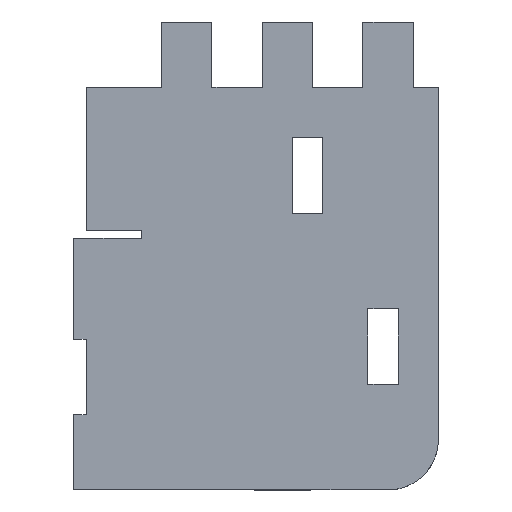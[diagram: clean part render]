
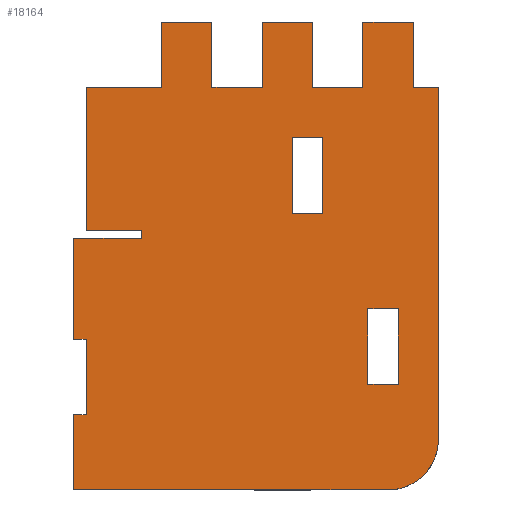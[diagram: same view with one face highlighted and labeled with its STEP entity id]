
A CAD part, top view. The second image highlights one B-rep face of the part: STEP entity #18164.
In plain terms, the highlighted planar face has unit normal (0, 0, 1).
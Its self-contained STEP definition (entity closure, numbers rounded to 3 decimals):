
#108=FACE_BOUND('',#3793,.T.);
#109=FACE_BOUND('',#3794,.T.);
#2760=FACE_OUTER_BOUND('',#3792,.T.);
#3792=EDGE_LOOP('',(#16765,#16766,#16767,#16768,#16769,#16770,#16771,#16772,
#16773,#16774,#16775,#16776,#16777,#16778,#16779,#16780,#16781,#16782,#16783,
#16784,#16785,#16786,#16787,#16788,#16789));
#3793=EDGE_LOOP('',(#16790,#16791,#16792,#16793));
#3794=EDGE_LOOP('',(#16794,#16795,#16796,#16797));
#5277=LINE('',#35800,#6842);
#5281=LINE('',#35807,#6846);
#5283=LINE('',#35811,#6848);
#5285=LINE('',#35815,#6850);
#5287=LINE('',#35819,#6852);
#5289=LINE('',#35824,#6854);
#5293=LINE('',#35830,#6858);
#5295=LINE('',#35834,#6860);
#5297=LINE('',#35839,#6862);
#5301=LINE('',#35847,#6866);
#5306=LINE('',#35856,#6871);
#5323=LINE('',#35904,#6888);
#5325=LINE('',#35908,#6890);
#5327=LINE('',#35912,#6892);
#5329=LINE('',#35915,#6894);
#5331=LINE('',#35919,#6896);
#5332=LINE('',#35922,#6897);
#5334=LINE('',#35925,#6899);
#5335=LINE('',#35928,#6900);
#5337=LINE('',#35932,#6902);
#5339=LINE('',#35936,#6904);
#5341=LINE('',#35940,#6906);
#5343=LINE('',#35944,#6908);
#5345=LINE('',#35947,#6910);
#5346=LINE('',#35950,#6911);
#5348=LINE('',#35954,#6913);
#5350=LINE('',#35958,#6915);
#5352=LINE('',#35962,#6917);
#5354=LINE('',#35965,#6919);
#5355=LINE('',#35968,#6920);
#5357=LINE('',#35972,#6922);
#5359=LINE('',#35975,#6924);
#6842=VECTOR('',#20781,10.);
#6846=VECTOR('',#20787,10.);
#6848=VECTOR('',#20791,10.);
#6850=VECTOR('',#20795,10.);
#6852=VECTOR('',#20799,10.);
#6854=VECTOR('',#20803,10.);
#6858=VECTOR('',#20809,10.);
#6860=VECTOR('',#20813,10.);
#6862=VECTOR('',#20817,10.);
#6866=VECTOR('',#20823,10.);
#6871=VECTOR('',#20830,10.);
#6888=VECTOR('',#20889,10.);
#6890=VECTOR('',#20893,10.);
#6892=VECTOR('',#20897,10.);
#6894=VECTOR('',#20901,10.);
#6896=VECTOR('',#20905,10.);
#6897=VECTOR('',#20908,10.);
#6899=VECTOR('',#20912,10.);
#6900=VECTOR('',#20915,10.);
#6902=VECTOR('',#20919,10.);
#6904=VECTOR('',#20923,10.);
#6906=VECTOR('',#20927,10.);
#6908=VECTOR('',#20931,10.);
#6910=VECTOR('',#20935,10.);
#6911=VECTOR('',#20938,10.);
#6913=VECTOR('',#20942,10.);
#6915=VECTOR('',#20946,10.);
#6917=VECTOR('',#20950,10.);
#6919=VECTOR('',#20954,10.);
#6920=VECTOR('',#20957,10.);
#6922=VECTOR('',#20961,10.);
#6924=VECTOR('',#20965,10.);
#6927=CIRCLE('',#18532,1.);
#8676=VERTEX_POINT('',#35791);
#8677=VERTEX_POINT('',#35793);
#8678=VERTEX_POINT('',#35797);
#8679=VERTEX_POINT('',#35799);
#8681=VERTEX_POINT('',#35805);
#8682=VERTEX_POINT('',#35809);
#8683=VERTEX_POINT('',#35813);
#8684=VERTEX_POINT('',#35817);
#8686=VERTEX_POINT('',#35823);
#8687=VERTEX_POINT('',#35828);
#8688=VERTEX_POINT('',#35832);
#8689=VERTEX_POINT('',#35836);
#8690=VERTEX_POINT('',#35838);
#8692=VERTEX_POINT('',#35844);
#8693=VERTEX_POINT('',#35846);
#8696=VERTEX_POINT('',#35854);
#8705=VERTEX_POINT('',#35901);
#8706=VERTEX_POINT('',#35903);
#8707=VERTEX_POINT('',#35907);
#8708=VERTEX_POINT('',#35911);
#8709=VERTEX_POINT('',#35917);
#8710=VERTEX_POINT('',#35921);
#8711=VERTEX_POINT('',#35927);
#8712=VERTEX_POINT('',#35931);
#8713=VERTEX_POINT('',#35935);
#8714=VERTEX_POINT('',#35939);
#8715=VERTEX_POINT('',#35943);
#8716=VERTEX_POINT('',#35949);
#8717=VERTEX_POINT('',#35953);
#8718=VERTEX_POINT('',#35957);
#8719=VERTEX_POINT('',#35961);
#8720=VERTEX_POINT('',#35967);
#8721=VERTEX_POINT('',#35971);
#11328=EDGE_CURVE('',#8676,#8677,#6927,.T.);
#11331=EDGE_CURVE('',#8679,#8678,#5277,.T.);
#11335=EDGE_CURVE('',#8678,#8681,#5281,.T.);
#11337=EDGE_CURVE('',#8681,#8682,#5283,.T.);
#11339=EDGE_CURVE('',#8682,#8683,#5285,.T.);
#11341=EDGE_CURVE('',#8683,#8684,#5287,.T.);
#11343=EDGE_CURVE('',#8686,#8677,#5289,.T.);
#11347=EDGE_CURVE('',#8684,#8687,#5293,.T.);
#11349=EDGE_CURVE('',#8687,#8688,#5295,.T.);
#11351=EDGE_CURVE('',#8690,#8689,#5297,.T.);
#11355=EDGE_CURVE('',#8693,#8692,#5301,.T.);
#11360=EDGE_CURVE('',#8692,#8696,#5306,.T.);
#11377=EDGE_CURVE('',#8706,#8705,#5323,.T.);
#11379=EDGE_CURVE('',#8707,#8706,#5325,.T.);
#11381=EDGE_CURVE('',#8708,#8707,#5327,.T.);
#11383=EDGE_CURVE('',#8705,#8708,#5329,.T.);
#11385=EDGE_CURVE('',#8689,#8709,#5331,.T.);
#11386=EDGE_CURVE('',#8710,#8690,#5332,.T.);
#11388=EDGE_CURVE('',#8709,#8710,#5334,.T.);
#11389=EDGE_CURVE('',#8711,#8679,#5335,.T.);
#11391=EDGE_CURVE('',#8712,#8711,#5337,.T.);
#11393=EDGE_CURVE('',#8713,#8712,#5339,.T.);
#11395=EDGE_CURVE('',#8714,#8713,#5341,.T.);
#11397=EDGE_CURVE('',#8715,#8714,#5343,.T.);
#11399=EDGE_CURVE('',#8696,#8715,#5345,.T.);
#11400=EDGE_CURVE('',#8716,#8693,#5346,.T.);
#11402=EDGE_CURVE('',#8717,#8716,#5348,.T.);
#11404=EDGE_CURVE('',#8718,#8717,#5350,.T.);
#11406=EDGE_CURVE('',#8719,#8718,#5352,.T.);
#11408=EDGE_CURVE('',#8676,#8719,#5354,.T.);
#11409=EDGE_CURVE('',#8720,#8686,#5355,.T.);
#11411=EDGE_CURVE('',#8721,#8720,#5357,.T.);
#11413=EDGE_CURVE('',#8688,#8721,#5359,.T.);
#16765=ORIENTED_EDGE('',*,*,#11328,.F.);
#16766=ORIENTED_EDGE('',*,*,#11408,.T.);
#16767=ORIENTED_EDGE('',*,*,#11406,.T.);
#16768=ORIENTED_EDGE('',*,*,#11404,.T.);
#16769=ORIENTED_EDGE('',*,*,#11402,.T.);
#16770=ORIENTED_EDGE('',*,*,#11400,.T.);
#16771=ORIENTED_EDGE('',*,*,#11355,.T.);
#16772=ORIENTED_EDGE('',*,*,#11360,.T.);
#16773=ORIENTED_EDGE('',*,*,#11399,.T.);
#16774=ORIENTED_EDGE('',*,*,#11397,.T.);
#16775=ORIENTED_EDGE('',*,*,#11395,.T.);
#16776=ORIENTED_EDGE('',*,*,#11393,.T.);
#16777=ORIENTED_EDGE('',*,*,#11391,.T.);
#16778=ORIENTED_EDGE('',*,*,#11389,.T.);
#16779=ORIENTED_EDGE('',*,*,#11331,.T.);
#16780=ORIENTED_EDGE('',*,*,#11335,.T.);
#16781=ORIENTED_EDGE('',*,*,#11337,.T.);
#16782=ORIENTED_EDGE('',*,*,#11339,.T.);
#16783=ORIENTED_EDGE('',*,*,#11341,.T.);
#16784=ORIENTED_EDGE('',*,*,#11347,.T.);
#16785=ORIENTED_EDGE('',*,*,#11349,.T.);
#16786=ORIENTED_EDGE('',*,*,#11413,.T.);
#16787=ORIENTED_EDGE('',*,*,#11411,.T.);
#16788=ORIENTED_EDGE('',*,*,#11409,.T.);
#16789=ORIENTED_EDGE('',*,*,#11343,.T.);
#16790=ORIENTED_EDGE('',*,*,#11388,.T.);
#16791=ORIENTED_EDGE('',*,*,#11386,.T.);
#16792=ORIENTED_EDGE('',*,*,#11351,.T.);
#16793=ORIENTED_EDGE('',*,*,#11385,.T.);
#16794=ORIENTED_EDGE('',*,*,#11383,.T.);
#16795=ORIENTED_EDGE('',*,*,#11381,.T.);
#16796=ORIENTED_EDGE('',*,*,#11379,.T.);
#16797=ORIENTED_EDGE('',*,*,#11377,.T.);
#17199=PLANE('',#18585);
#18164=ADVANCED_FACE('',(#2760,#108,#109),#17199,.T.);
#18532=AXIS2_PLACEMENT_3D('',#35794,#20775,#20776);
#18585=AXIS2_PLACEMENT_3D('',#35976,#20966,#20967);
#20775=DIRECTION('center_axis',(0.,0.,-1.));
#20776=DIRECTION('ref_axis',(0.707,-0.707,0.));
#20781=DIRECTION('',(-1.,0.,0.));
#20787=DIRECTION('',(0.,-1.,0.));
#20791=DIRECTION('',(1.,0.,0.));
#20795=DIRECTION('',(0.,-1.,0.));
#20799=DIRECTION('',(-1.,0.,0.));
#20803=DIRECTION('',(1.,0.,0.));
#20809=DIRECTION('',(0.,-1.,0.));
#20813=DIRECTION('',(1.,0.,0.));
#20817=DIRECTION('',(1.,0.,0.));
#20823=DIRECTION('',(-1.,0.,0.));
#20830=DIRECTION('',(0.,1.,0.));
#20889=DIRECTION('',(0.,-1.,0.));
#20893=DIRECTION('',(1.,0.,0.));
#20897=DIRECTION('',(0.,1.,0.));
#20901=DIRECTION('',(-1.,0.,0.));
#20905=DIRECTION('',(0.,-1.,0.));
#20908=DIRECTION('',(0.,1.,0.));
#20912=DIRECTION('',(-1.,0.,0.));
#20915=DIRECTION('',(0.,-1.,0.));
#20919=DIRECTION('',(-1.,0.,0.));
#20923=DIRECTION('',(0.,1.,0.));
#20927=DIRECTION('',(-1.,0.,0.));
#20931=DIRECTION('',(0.,-1.,0.));
#20935=DIRECTION('',(-1.,0.,0.));
#20938=DIRECTION('',(0.,-1.,0.));
#20942=DIRECTION('',(-1.,0.,0.));
#20946=DIRECTION('',(0.,1.,0.));
#20950=DIRECTION('',(-1.,0.,0.));
#20954=DIRECTION('',(0.,1.,0.));
#20957=DIRECTION('',(0.,-1.,0.));
#20961=DIRECTION('',(-1.,0.,0.));
#20965=DIRECTION('',(0.,-1.,0.));
#20966=DIRECTION('center_axis',(0.,0.,1.));
#20967=DIRECTION('ref_axis',(1.,0.,0.));
#35791=CARTESIAN_POINT('',(7.25,1.,0.15));
#35793=CARTESIAN_POINT('',(6.25,0.,0.15));
#35794=CARTESIAN_POINT('Origin',(6.25,1.,0.15));
#35797=CARTESIAN_POINT('',(0.25,8.,0.15));
#35799=CARTESIAN_POINT('',(1.75,8.,0.15));
#35800=CARTESIAN_POINT('',(0.25,8.,0.15));
#35805=CARTESIAN_POINT('',(0.25,5.15,0.15));
#35807=CARTESIAN_POINT('',(0.25,5.15,0.15));
#35809=CARTESIAN_POINT('',(1.35,5.15,0.15));
#35811=CARTESIAN_POINT('',(0.25,5.15,0.15));
#35813=CARTESIAN_POINT('',(1.35,5.,0.15));
#35815=CARTESIAN_POINT('',(1.35,5.15,0.15));
#35817=CARTESIAN_POINT('',(0.,5.,0.15));
#35819=CARTESIAN_POINT('',(1.35,5.,0.15));
#35823=CARTESIAN_POINT('',(0.,0.,0.15));
#35824=CARTESIAN_POINT('',(7.25,0.,0.15));
#35828=CARTESIAN_POINT('',(0.,3.,0.15));
#35830=CARTESIAN_POINT('',(0.,3.,0.15));
#35832=CARTESIAN_POINT('',(0.25,3.,0.15));
#35834=CARTESIAN_POINT('',(0.25,3.,0.15));
#35836=CARTESIAN_POINT('',(6.45,3.6,0.15));
#35838=CARTESIAN_POINT('',(5.85,3.6,0.15));
#35839=CARTESIAN_POINT('',(5.85,3.6,0.15));
#35844=CARTESIAN_POINT('',(4.75,8.,0.15));
#35846=CARTESIAN_POINT('',(5.75,8.,0.15));
#35847=CARTESIAN_POINT('',(4.75,8.,0.15));
#35854=CARTESIAN_POINT('',(4.75,9.3,0.15));
#35856=CARTESIAN_POINT('',(4.75,9.3,0.15));
#35901=CARTESIAN_POINT('',(4.95,5.5,0.15));
#35903=CARTESIAN_POINT('',(4.95,7.,0.15));
#35904=CARTESIAN_POINT('',(4.95,7.,0.15));
#35907=CARTESIAN_POINT('',(4.35,7.,0.15));
#35908=CARTESIAN_POINT('',(4.35,7.,0.15));
#35911=CARTESIAN_POINT('',(4.35,5.5,0.15));
#35912=CARTESIAN_POINT('',(4.35,5.5,0.15));
#35915=CARTESIAN_POINT('',(4.95,5.5,0.15));
#35917=CARTESIAN_POINT('',(6.45,2.1,0.15));
#35919=CARTESIAN_POINT('',(6.45,3.6,0.15));
#35921=CARTESIAN_POINT('',(5.85,2.1,0.15));
#35922=CARTESIAN_POINT('',(5.85,2.1,0.15));
#35925=CARTESIAN_POINT('',(6.45,2.1,0.15));
#35927=CARTESIAN_POINT('',(1.75,9.3,0.15));
#35928=CARTESIAN_POINT('',(1.75,8.,0.15));
#35931=CARTESIAN_POINT('',(2.75,9.3,0.15));
#35932=CARTESIAN_POINT('',(1.75,9.3,0.15));
#35935=CARTESIAN_POINT('',(2.75,8.,0.15));
#35936=CARTESIAN_POINT('',(2.75,9.3,0.15));
#35939=CARTESIAN_POINT('',(3.75,8.,0.15));
#35940=CARTESIAN_POINT('',(2.75,8.,0.15));
#35943=CARTESIAN_POINT('',(3.75,9.3,0.15));
#35944=CARTESIAN_POINT('',(3.75,8.,0.15));
#35947=CARTESIAN_POINT('',(3.75,9.3,0.15));
#35949=CARTESIAN_POINT('',(5.75,9.3,0.15));
#35950=CARTESIAN_POINT('',(5.75,8.,0.15));
#35953=CARTESIAN_POINT('',(6.75,9.3,0.15));
#35954=CARTESIAN_POINT('',(5.75,9.3,0.15));
#35957=CARTESIAN_POINT('',(6.75,8.,0.15));
#35958=CARTESIAN_POINT('',(6.75,9.3,0.15));
#35961=CARTESIAN_POINT('',(7.25,8.,0.15));
#35962=CARTESIAN_POINT('',(6.75,8.,0.15));
#35965=CARTESIAN_POINT('',(7.25,8.,0.15));
#35967=CARTESIAN_POINT('',(0.,1.5,0.15));
#35968=CARTESIAN_POINT('',(0.,0.,0.15));
#35971=CARTESIAN_POINT('',(0.25,1.5,0.15));
#35972=CARTESIAN_POINT('',(0.,1.5,0.15));
#35975=CARTESIAN_POINT('',(0.25,1.5,0.15));
#35976=CARTESIAN_POINT('Origin',(3.625,4.65,0.15));
